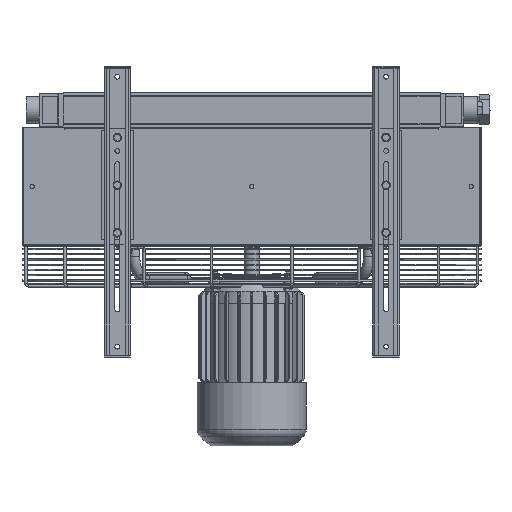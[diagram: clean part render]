
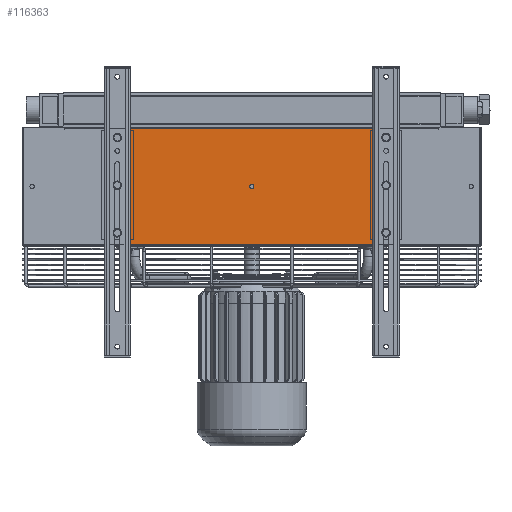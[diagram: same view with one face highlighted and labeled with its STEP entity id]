
A CAD part, left-side view. The second image highlights one B-rep face of the part: STEP entity #116363.
In plain terms, the highlighted free-form (B-spline) face has degree [1, 1] with [2, 2] control points.
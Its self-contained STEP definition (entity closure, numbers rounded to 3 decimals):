
#35509=CARTESIAN_POINT('',(-450.694,-3.299,-186.65));
#35510=VERTEX_POINT('',#35509);
#35511=CARTESIAN_POINT('',(-450.693,0.701,-186.65));
#35512=DIRECTION('',(1.,0.,0.));
#35513=DIRECTION('',(0.,-1.,0.));
#35514=AXIS2_PLACEMENT_3D('',#35511,#35512,#35513);
#35515=CIRCLE('',#35514,4.);
#35516=EDGE_CURVE('',#35510,#35510,#35515,.T.);
#36391=CARTESIAN_POINT('',(-450.749,-232.299,-296.15));
#36392=VERTEX_POINT('',#36391);
#36399=CARTESIAN_POINT('',(-450.637,233.701,-296.15));
#36400=VERTEX_POINT('',#36399);
#36401=CARTESIAN_POINT('',(-450.749,-232.299,-296.15));
#36402=DIRECTION('',(0.,1.,0.));
#36403=VECTOR('',#36402,466.);
#36404=LINE('',#36401,#36403);
#36405=EDGE_CURVE('',#36392,#36400,#36404,.T.);
#37823=CARTESIAN_POINT('',(-450.637,233.701,-77.15));
#37824=VERTEX_POINT('',#37823);
#37831=CARTESIAN_POINT('',(-450.749,-232.299,-77.15));
#37832=VERTEX_POINT('',#37831);
#37833=CARTESIAN_POINT('',(-450.749,-232.299,-77.15));
#37834=DIRECTION('',(0.,1.,0.));
#37835=VECTOR('',#37834,466.);
#37836=LINE('',#37833,#37835);
#37837=EDGE_CURVE('',#37832,#37824,#37836,.T.);
#54484=CARTESIAN_POINT('',(-450.749,-232.299,-296.15));
#54485=DIRECTION('',(0.0,0.0,1.0));
#54486=VECTOR('',#54485,219.);
#54487=LINE('',#54484,#54486);
#54488=EDGE_CURVE('',#36392,#37832,#54487,.T.);
#116344=CARTESIAN_POINT('',(-450.749,-232.299,-296.15));
#116345=CARTESIAN_POINT('',(-450.749,-232.299,-77.15));
#116346=CARTESIAN_POINT('',(-450.637,233.701,-296.15));
#116347=CARTESIAN_POINT('',(-450.637,233.701,-77.15));
#116348=B_SPLINE_SURFACE_WITH_KNOTS('',1,1,((#116344,#116346),(#116345,#116347)),.UNSPECIFIED.,.F.,.F.,.U.,(2,2),(2,2),(0.0,219.),(0.0,466.),.UNSPECIFIED.);
#116349=CARTESIAN_POINT('',(-450.637,233.701,-77.15));
#116350=DIRECTION('',(0.0,0.0,-1.0));
#116351=VECTOR('',#116350,219.0);
#116352=LINE('',#116349,#116351);
#116353=EDGE_CURVE('',#37824,#36400,#116352,.T.);
#116354=ORIENTED_EDGE('',*,*,#116353,.T.);
#116355=ORIENTED_EDGE('',*,*,#36405,.F.);
#116356=ORIENTED_EDGE('',*,*,#54488,.T.);
#116357=ORIENTED_EDGE('',*,*,#37837,.T.);
#116358=EDGE_LOOP('',(#116354,#116355,#116356,#116357));
#116359=FACE_OUTER_BOUND('',#116358,.T.);
#116360=ORIENTED_EDGE('',*,*,#35516,.T.);
#116361=EDGE_LOOP('',(#116360));
#116362=FACE_BOUND('',#116361,.T.);
#116363=ADVANCED_FACE('',(#116359,#116362),#116348,.T.);
